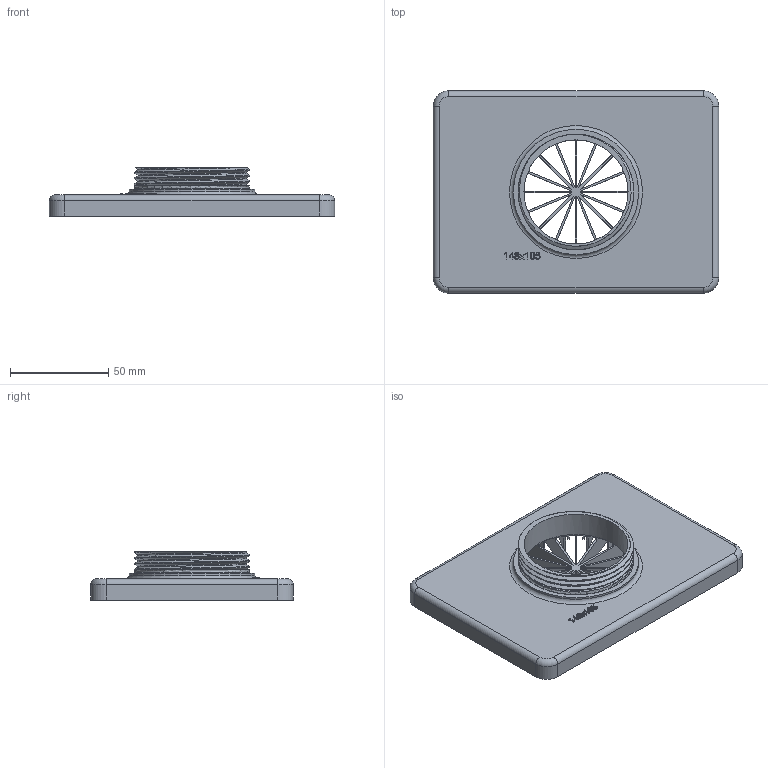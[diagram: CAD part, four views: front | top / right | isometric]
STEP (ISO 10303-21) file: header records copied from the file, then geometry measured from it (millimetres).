
FILE_DESCRIPTION(/* description */ (''),/* implementation_level */ '2;1');
FILE_NAME(/* name */ '3DP 148 x 105 Adapter.step',/* time_stamp */ '2020-03-19T13:44:00-04:00',/* author */ (''),/* organization */ (''),/* preprocessor_version */ 'ST-DEVELOPER v18',/* originating_system */ 'Autodesk Translation Framework v8.12.0.6',/* authorisation */ '');
FILE_SCHEMA (('AUTOMOTIVE_DESIGN { 1 0 10303 214 3 1 1 }'));
Length unit declared in the file: millimetre
Products named in the file (1): Adapter
Bounding box: 145.04 x 102.9 x 24.5 mm (x, y, z)
Volume: 47537.1 mm3; surface area: 88812.3 mm2
Topology: 1 solids, 1 shells, 801 faces, 2256 edges, 1455 vertices
Faces by surface type: plane 325, cylinder 267, bspline 163, torus 30, cone 16
Full cylindrical faces by diameter (mm): 52.92 x1, 55.197 x2, 58.569 x2, 58.8 x1, 63.7 x1
Entity records: 30383 total; most frequent: CARTESIAN_POINT 10912, ORIENTED_EDGE 4512, DIRECTION 3371, EDGE_CURVE 2256, VERTEX_POINT 1455, LINE 1333, VECTOR 1333, AXIS2_PLACEMENT_3D 1019
